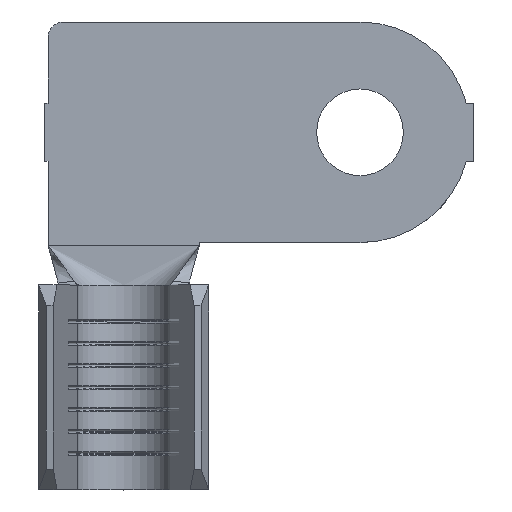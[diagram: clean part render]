
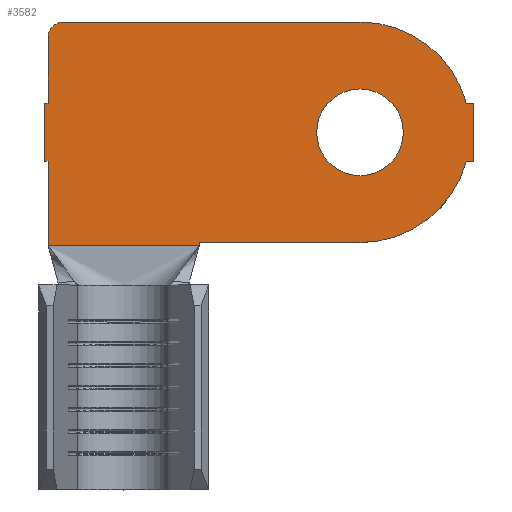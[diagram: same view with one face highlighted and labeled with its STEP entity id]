
A CAD part, top view. The second image highlights one B-rep face of the part: STEP entity #3582.
In plain terms, the highlighted planar face has unit normal (0, 0, 1).
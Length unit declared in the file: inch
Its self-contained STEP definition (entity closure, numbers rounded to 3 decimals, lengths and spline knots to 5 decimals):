
#50 = EDGE_CURVE ( 'NONE', #5108, #6110, #1508, .T. ) ;
#96 = EDGE_CURVE ( 'NONE', #4240, #1102, #6667, .T. ) ;
#107 = DIRECTION ( 'NONE',  ( 1., 0., 0. ) ) ;
#138 = DIRECTION ( 'NONE',  ( 1., 0., 0. ) ) ;
#153 = AXIS2_PLACEMENT_3D ( 'NONE', #6467, #3303, #107 ) ;
#156 = ORIENTED_EDGE ( 'NONE', *, *, #3087, .T. ) ;
#334 = EDGE_LOOP ( 'NONE', ( #6308, #5166, #2755, #6803, #1736, #3054, #933, #156, #5458, #4025, #5554, #1801, #2961, #3342, #755 ) ) ;
#387 = CARTESIAN_POINT ( 'NONE',  ( 0.36, -0.0925, 0.06 ) ) ;
#407 = EDGE_CURVE ( 'NONE', #6182, #5318, #6173, .T. ) ;
#465 = PLANE ( 'NONE',  #6730 ) ;
#601 = CARTESIAN_POINT ( 'NONE',  ( -0.94, 0.3, 0.06 ) ) ;
#620 = CIRCLE ( 'NONE', #3329, 0.35 ) ;
#714 = LINE ( 'NONE', #1718, #3563 ) ;
#755 = ORIENTED_EDGE ( 'NONE', *, *, #3047, .T. ) ;
#909 = VERTEX_POINT ( 'NONE', #3442 ) ;
#924 = DIRECTION ( 'NONE',  ( 0., -1., 0. ) ) ;
#933 = ORIENTED_EDGE ( 'NONE', *, *, #2750, .T. ) ;
#980 = VECTOR ( 'NONE', #924, 39.37008 ) ;
#988 = ORIENTED_EDGE ( 'NONE', *, *, #4688, .F. ) ;
#1003 = CARTESIAN_POINT ( 'NONE',  ( 0., 0., 0.06 ) ) ;
#1010 = VECTOR ( 'NONE', #6842, 39.37008 ) ;
#1011 = CARTESIAN_POINT ( 'NONE',  ( -0.99, -0.36, 0.06 ) ) ;
#1102 = VERTEX_POINT ( 'NONE', #6159 ) ;
#1139 = DIRECTION ( 'NONE',  ( -1., 0., 0. ) ) ;
#1231 = CARTESIAN_POINT ( 'NONE',  ( -0.99, 0.35, 0.06 ) ) ;
#1232 = VECTOR ( 'NONE', #1531, 39.37008 ) ;
#1273 = DIRECTION ( 'NONE',  ( -1., 0., 0. ) ) ;
#1458 = DIRECTION ( 'NONE',  ( 0., 0., 1. ) ) ;
#1508 = CIRCLE ( 'NONE', #3178, 0.35 ) ;
#1520 = CARTESIAN_POINT ( 'NONE',  ( 0., -0.35, 0.06 ) ) ;
#1530 = DIRECTION ( 'NONE',  ( 0., 0., -1. ) ) ;
#1531 = DIRECTION ( 'NONE',  ( 1., 0., 0. ) ) ;
#1623 = LINE ( 'NONE', #5826, #6020 ) ;
#1633 = CARTESIAN_POINT ( 'NONE',  ( 0.33756, 0.0925, 0.06 ) ) ;
#1718 = CARTESIAN_POINT ( 'NONE',  ( -0.51, -0.35, 0.06 ) ) ;
#1736 = ORIENTED_EDGE ( 'NONE', *, *, #1744, .T. ) ;
#1744 = EDGE_CURVE ( 'NONE', #1102, #2286, #1965, .T. ) ;
#1801 = ORIENTED_EDGE ( 'NONE', *, *, #2412, .T. ) ;
#1808 = EDGE_CURVE ( 'NONE', #2286, #3141, #1623, .T. ) ;
#1825 = CIRCLE ( 'NONE', #3711, 0.05 ) ;
#1864 = VECTOR ( 'NONE', #5918, 39.37008 ) ;
#1868 = LINE ( 'NONE', #1011, #3300 ) ;
#1951 = CARTESIAN_POINT ( 'NONE',  ( 0.36, 0.0925, 0.06 ) ) ;
#1965 = LINE ( 'NONE', #3695, #4624 ) ;
#2036 = LINE ( 'NONE', #5402, #1864 ) ;
#2069 = EDGE_CURVE ( 'NONE', #5318, #909, #1825, .T. ) ;
#2105 = CARTESIAN_POINT ( 'NONE',  ( 0.33756, 0.0925, 0.06 ) ) ;
#2286 = VERTEX_POINT ( 'NONE', #3020 ) ;
#2412 = EDGE_CURVE ( 'NONE', #6110, #5493, #2650, .T. ) ;
#2563 = EDGE_LOOP ( 'NONE', ( #3839, #988 ) ) ;
#2650 = LINE ( 'NONE', #3669, #1232 ) ;
#2750 = EDGE_CURVE ( 'NONE', #3141, #4996, #6293, .T. ) ;
#2755 = ORIENTED_EDGE ( 'NONE', *, *, #3720, .T. ) ;
#2789 = VECTOR ( 'NONE', #3939, 39.37008 ) ;
#2878 = VECTOR ( 'NONE', #4428, 39.37008 ) ;
#2961 = ORIENTED_EDGE ( 'NONE', *, *, #4453, .T. ) ;
#2991 = DIRECTION ( 'NONE',  ( 0., 0., 1. ) ) ;
#3020 = CARTESIAN_POINT ( 'NONE',  ( -1., -0.0925, 0.06 ) ) ;
#3047 = EDGE_CURVE ( 'NONE', #6718, #6182, #620, .T. ) ;
#3054 = ORIENTED_EDGE ( 'NONE', *, *, #1808, .T. ) ;
#3087 = EDGE_CURVE ( 'NONE', #4996, #4713, #1868, .T. ) ;
#3141 = VERTEX_POINT ( 'NONE', #4779 ) ;
#3148 = DIRECTION ( 'NONE',  ( 0., 0., 1. ) ) ;
#3178 = AXIS2_PLACEMENT_3D ( 'NONE', #4656, #1458, #5183 ) ;
#3204 = DIRECTION ( 'NONE',  ( 1., 0., 0. ) ) ;
#3294 = AXIS2_PLACEMENT_3D ( 'NONE', #6150, #2991, #6692 ) ;
#3300 = VECTOR ( 'NONE', #5796, 39.37008 ) ;
#3303 = DIRECTION ( 'NONE',  ( 0., 0., 1. ) ) ;
#3329 = AXIS2_PLACEMENT_3D ( 'NONE', #6304, #3148, #6836 ) ;
#3342 = ORIENTED_EDGE ( 'NONE', *, *, #6804, .T. ) ;
#3413 = CARTESIAN_POINT ( 'NONE',  ( -0.51, -0.35, 0.06 ) ) ;
#3442 = CARTESIAN_POINT ( 'NONE',  ( -0.99, 0.3, 0.06 ) ) ;
#3563 = VECTOR ( 'NONE', #138, 39.37008 ) ;
#3575 = VERTEX_POINT ( 'NONE', #6761 ) ;
#3582 = ADVANCED_FACE ( 'NONE', ( #4783, #4945 ), #465, .F. ) ;
#3669 = CARTESIAN_POINT ( 'NONE',  ( 0.33756, -0.0925, 0.06 ) ) ;
#3695 = CARTESIAN_POINT ( 'NONE',  ( -1., 0.0925, 0.06 ) ) ;
#3711 = AXIS2_PLACEMENT_3D ( 'NONE', #601, #4329, #1139 ) ;
#3720 = EDGE_CURVE ( 'NONE', #909, #4240, #5690, .T. ) ;
#3839 = ORIENTED_EDGE ( 'NONE', *, *, #6492, .F. ) ;
#3857 = CARTESIAN_POINT ( 'NONE',  ( 0.1375, 0., 0.06 ) ) ;
#3939 = DIRECTION ( 'NONE',  ( 0., 1., 0. ) ) ;
#4018 = EDGE_CURVE ( 'NONE', #4713, #3575, #6849, .T. ) ;
#4025 = ORIENTED_EDGE ( 'NONE', *, *, #5304, .T. ) ;
#4118 = CARTESIAN_POINT ( 'NONE',  ( -0.99, -0.0925, 0.06 ) ) ;
#4227 = DIRECTION ( 'NONE',  ( 0., -1., 0. ) ) ;
#4240 = VERTEX_POINT ( 'NONE', #4257 ) ;
#4257 = CARTESIAN_POINT ( 'NONE',  ( -0.99, 0.0925, 0.06 ) ) ;
#4329 = DIRECTION ( 'NONE',  ( 0., 0., 1. ) ) ;
#4366 = LINE ( 'NONE', #1633, #4696 ) ;
#4428 = DIRECTION ( 'NONE',  ( 0., -1., 0. ) ) ;
#4453 = EDGE_CURVE ( 'NONE', #5493, #5043, #2036, .T. ) ;
#4624 = VECTOR ( 'NONE', #4227, 39.37008 ) ;
#4656 = CARTESIAN_POINT ( 'NONE',  ( 0., 0., 0.06 ) ) ;
#4688 = EDGE_CURVE ( 'NONE', #5312, #6751, #4930, .T. ) ;
#4696 = VECTOR ( 'NONE', #6415, 39.37008 ) ;
#4713 = VERTEX_POINT ( 'NONE', #5623 ) ;
#4779 = CARTESIAN_POINT ( 'NONE',  ( -0.99, -0.0925, 0.06 ) ) ;
#4783 = FACE_OUTER_BOUND ( 'NONE', #334, .T. ) ;
#4930 = CIRCLE ( 'NONE', #3294, 0.1375 ) ;
#4935 = VECTOR ( 'NONE', #1273, 39.37008 ) ;
#4945 = FACE_BOUND ( 'NONE', #2563, .T. ) ;
#4996 = VERTEX_POINT ( 'NONE', #5111 ) ;
#5043 = VERTEX_POINT ( 'NONE', #1951 ) ;
#5080 = CARTESIAN_POINT ( 'NONE',  ( 0., 0.35, 0.06 ) ) ;
#5108 = VERTEX_POINT ( 'NONE', #1520 ) ;
#5111 = CARTESIAN_POINT ( 'NONE',  ( -0.99, -0.36, 0.06 ) ) ;
#5166 = ORIENTED_EDGE ( 'NONE', *, *, #2069, .T. ) ;
#5183 = DIRECTION ( 'NONE',  ( -1., 0., 0. ) ) ;
#5253 = CARTESIAN_POINT ( 'NONE',  ( -1., 0.0925, 0.06 ) ) ;
#5256 = DIRECTION ( 'NONE',  ( -1., 0., 0. ) ) ;
#5304 = EDGE_CURVE ( 'NONE', #3575, #5108, #714, .T. ) ;
#5312 = VERTEX_POINT ( 'NONE', #3857 ) ;
#5318 = VERTEX_POINT ( 'NONE', #5977 ) ;
#5402 = CARTESIAN_POINT ( 'NONE',  ( 0.36, 0.0925, 0.06 ) ) ;
#5458 = ORIENTED_EDGE ( 'NONE', *, *, #4018, .T. ) ;
#5493 = VERTEX_POINT ( 'NONE', #387 ) ;
#5554 = ORIENTED_EDGE ( 'NONE', *, *, #50, .T. ) ;
#5623 = CARTESIAN_POINT ( 'NONE',  ( -0.51, -0.36, 0.06 ) ) ;
#5690 = LINE ( 'NONE', #1231, #2878 ) ;
#5796 = DIRECTION ( 'NONE',  ( 1., 0., 0. ) ) ;
#5826 = CARTESIAN_POINT ( 'NONE',  ( -1., -0.0925, 0.06 ) ) ;
#5918 = DIRECTION ( 'NONE',  ( 0., 1., 0. ) ) ;
#5977 = CARTESIAN_POINT ( 'NONE',  ( -0.94, 0.35, 0.06 ) ) ;
#5999 = CARTESIAN_POINT ( 'NONE',  ( -0.99, 0.35, 0.06 ) ) ;
#6020 = VECTOR ( 'NONE', #3204, 39.37008 ) ;
#6110 = VERTEX_POINT ( 'NONE', #6635 ) ;
#6150 = CARTESIAN_POINT ( 'NONE',  ( 0., 0., 0.06 ) ) ;
#6159 = CARTESIAN_POINT ( 'NONE',  ( -1., 0.0925, 0.06 ) ) ;
#6173 = LINE ( 'NONE', #5999, #4935 ) ;
#6179 = CIRCLE ( 'NONE', #153, 0.1375 ) ;
#6182 = VERTEX_POINT ( 'NONE', #5080 ) ;
#6293 = LINE ( 'NONE', #4118, #980 ) ;
#6304 = CARTESIAN_POINT ( 'NONE',  ( 0., 0., 0.06 ) ) ;
#6308 = ORIENTED_EDGE ( 'NONE', *, *, #407, .T. ) ;
#6371 = CARTESIAN_POINT ( 'NONE',  ( -0.1375, 0., 0.06 ) ) ;
#6415 = DIRECTION ( 'NONE',  ( -1., 0., 0. ) ) ;
#6467 = CARTESIAN_POINT ( 'NONE',  ( 0., 0., 0.06 ) ) ;
#6492 = EDGE_CURVE ( 'NONE', #6751, #5312, #6179, .T. ) ;
#6635 = CARTESIAN_POINT ( 'NONE',  ( 0.33756, -0.0925, 0.06 ) ) ;
#6667 = LINE ( 'NONE', #5253, #1010 ) ;
#6692 = DIRECTION ( 'NONE',  ( 1., 0., 0. ) ) ;
#6718 = VERTEX_POINT ( 'NONE', #2105 ) ;
#6730 = AXIS2_PLACEMENT_3D ( 'NONE', #1003, #1530, #5256 ) ;
#6751 = VERTEX_POINT ( 'NONE', #6371 ) ;
#6761 = CARTESIAN_POINT ( 'NONE',  ( -0.51, -0.35, 0.06 ) ) ;
#6803 = ORIENTED_EDGE ( 'NONE', *, *, #96, .T. ) ;
#6804 = EDGE_CURVE ( 'NONE', #5043, #6718, #4366, .T. ) ;
#6836 = DIRECTION ( 'NONE',  ( -1., 0., 0. ) ) ;
#6842 = DIRECTION ( 'NONE',  ( -1., 0., 0. ) ) ;
#6849 = LINE ( 'NONE', #3413, #2789 ) ;
